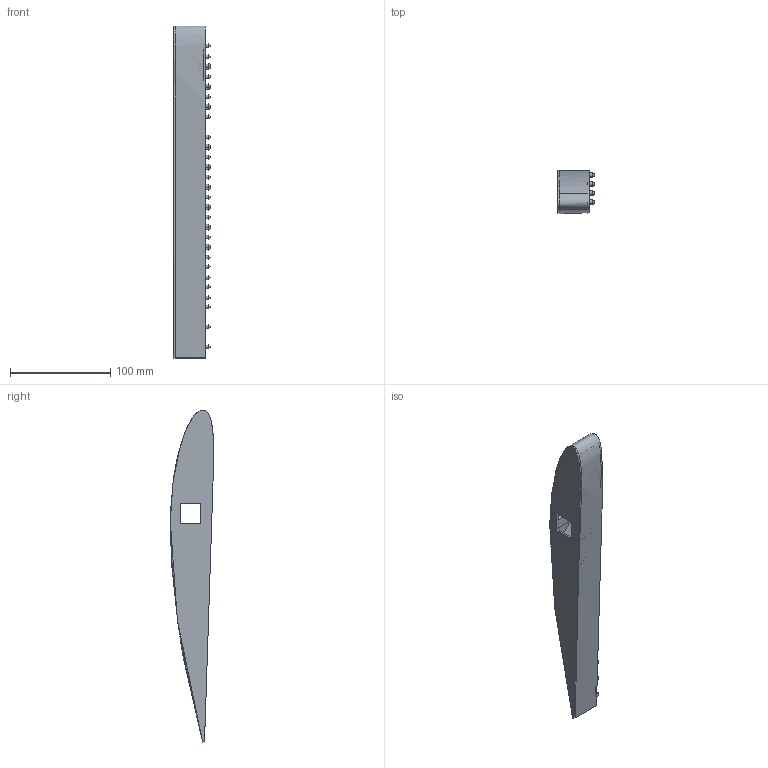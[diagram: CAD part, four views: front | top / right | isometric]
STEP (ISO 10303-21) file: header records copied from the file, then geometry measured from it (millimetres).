
FILE_DESCRIPTION(/* description */ (''),/* implementation_level */ '2;1');
FILE_NAME(/* name */ 'Wing Section - inset3.stp',/* time_stamp */ '2025-10-09T13:00:30-04:00',/* author */ ('mateo'),/* organization */ (''),/* preprocessor_version */ 'ST-DEVELOPER v20.1',/* originating_system */ 'Autodesk Inventor 2026',/* authorisation */ '');
FILE_SCHEMA (('AUTOMOTIVE_DESIGN { 1 0 10303 214 3 1 1 }'));
Length unit declared in the file: millimetre
Products named in the file (1): Wing Section
Bounding box: 36.75 x 43.24 x 330.8 mm (x, y, z)
Volume: 20652.8 mm3; surface area: 79887.6 mm2
Topology: 41 solids, 43 shells, 163 faces, 350 edges, 234 vertices
Faces by surface type: plane 72, sphere 40, cylinder 40, bspline 11
Full cylindrical faces by diameter (mm): 4 x40
Entity records: 8566 total; most frequent: CARTESIAN_POINT 5059, DIRECTION 733, ORIENTED_EDGE 620, AXIS2_PLACEMENT_3D 313, EDGE_CURVE 310, VERTEX_POINT 234, EDGE_LOOP 166, FACE_OUTER_BOUND 163
